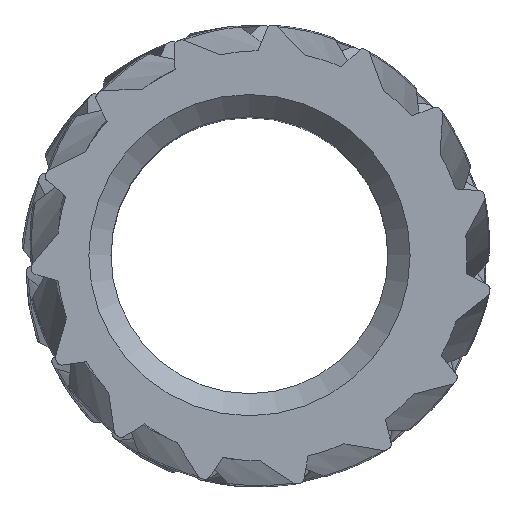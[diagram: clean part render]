
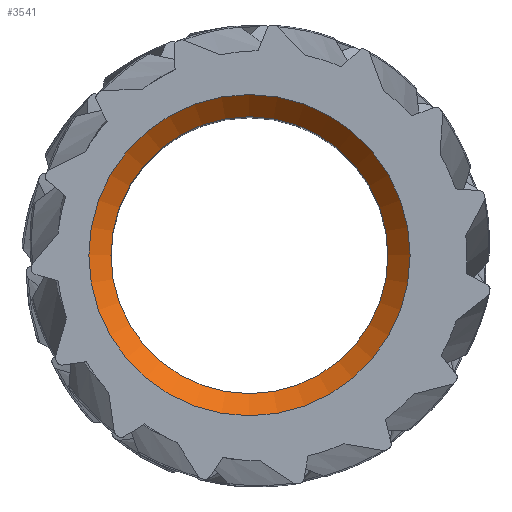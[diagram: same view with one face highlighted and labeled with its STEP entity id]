
A CAD part, top view. The second image highlights one B-rep face of the part: STEP entity #3541.
In plain terms, the highlighted conical face has half-angle 45 degrees and reference radius 1.35 mm.
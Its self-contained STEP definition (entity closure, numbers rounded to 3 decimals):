
#105=LINE('',#4962,#138);
#138=VECTOR('',#4153,1.35);
#171=CIRCLE('',#3801,1.25);
#172=CIRCLE('',#3805,1.45);
#174=CONICAL_SURFACE('',#3804,1.35,0.785);
#179=FACE_OUTER_BOUND('',#395,.T.);
#395=EDGE_LOOP('',(#2202,#2203,#2204,#2205));
#1187=VERTEX_POINT('',#4953);
#1189=VERTEX_POINT('',#4960);
#1594=EDGE_CURVE('',#1187,#1187,#171,.T.);
#1596=EDGE_CURVE('',#1189,#1189,#172,.T.);
#1597=EDGE_CURVE('',#1189,#1187,#105,.T.);
#2202=ORIENTED_EDGE('',*,*,#1596,.T.);
#2203=ORIENTED_EDGE('',*,*,#1597,.T.);
#2204=ORIENTED_EDGE('',*,*,#1594,.T.);
#2205=ORIENTED_EDGE('',*,*,#1597,.F.);
#3541=ADVANCED_FACE('',(#179),#174,.F.);
#3801=AXIS2_PLACEMENT_3D('',#4955,#4143,#4144);
#3804=AXIS2_PLACEMENT_3D('',#4959,#4149,#4150);
#3805=AXIS2_PLACEMENT_3D('',#4961,#4151,#4152);
#4143=DIRECTION('center_axis',(0.,0.,
-1.));
#4144=DIRECTION('ref_axis',(1.,0.,0.));
#4149=DIRECTION('center_axis',(0.,0.,1.));
#4150=DIRECTION('ref_axis',(1.,0.,0.));
#4151=DIRECTION('center_axis',(0.,0.,
1.));
#4152=DIRECTION('ref_axis',(1.,0.,0.));
#4153=DIRECTION('',(0.707,0.,-0.707));
#4953=CARTESIAN_POINT('',(-1.334,-0.228,2.802));
#4955=CARTESIAN_POINT('Origin',(-0.084,-0.228,2.802));
#4959=CARTESIAN_POINT('Origin',(-0.084,-0.228,2.902));
#4960=CARTESIAN_POINT('',(-1.534,-0.228,3.002));
#4961=CARTESIAN_POINT('Origin',(-0.084,-0.228,3.002));
#4962=CARTESIAN_POINT('',(-1.434,-0.228,2.902));
